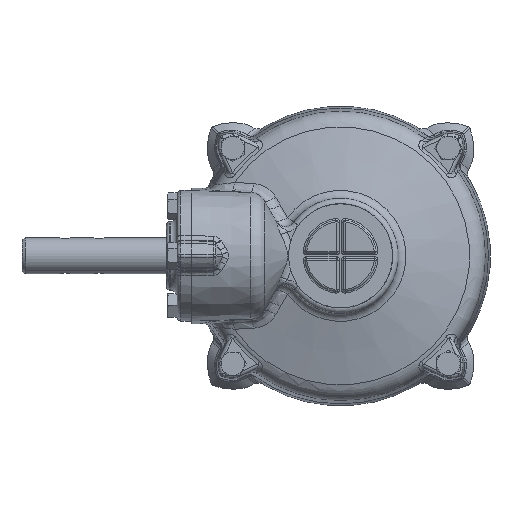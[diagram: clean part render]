
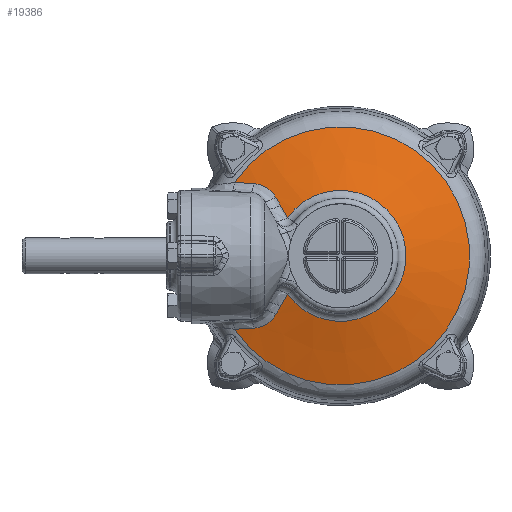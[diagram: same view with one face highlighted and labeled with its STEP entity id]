
A CAD part, top view. The second image highlights one B-rep face of the part: STEP entity #19386.
In plain terms, the highlighted conical face has half-angle 74.208 degrees and reference radius 0 mm.
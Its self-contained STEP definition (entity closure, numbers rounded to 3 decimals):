
#571=CONICAL_SURFACE('',#20836,0.,1.295);
#1379=CIRCLE('',#20837,36.472);
#1380=CIRCLE('',#20838,71.903);
#2194=B_SPLINE_CURVE_WITH_KNOTS('',3,(#39559,#39560,#39561,#39562,#39563,
#39564,#39565),.UNSPECIFIED.,.F.,.F.,(4,1,1,1,4),(0.,0.004,
0.008,0.012,0.016),
 .UNSPECIFIED.);
#2195=B_SPLINE_CURVE_WITH_KNOTS('',3,(#39568,#39569,#39570,#39571),
 .UNSPECIFIED.,.F.,.F.,(4,4),(0.,1.),.UNSPECIFIED.);
#2196=B_SPLINE_CURVE_WITH_KNOTS('',3,(#39573,#39574,#39575,#39576),
 .UNSPECIFIED.,.F.,.F.,(4,4),(0.,0.008),.UNSPECIFIED.);
#2197=B_SPLINE_CURVE_WITH_KNOTS('',3,(#39580,#39581,#39582,#39583),
 .UNSPECIFIED.,.F.,.F.,(4,4),(0.,0.008),.UNSPECIFIED.);
#2198=B_SPLINE_CURVE_WITH_KNOTS('',3,(#39585,#39586,#39587,#39588),
 .UNSPECIFIED.,.F.,.F.,(4,4),(0.,1.),.UNSPECIFIED.);
#2199=B_SPLINE_CURVE_WITH_KNOTS('',3,(#39590,#39591,#39592,#39593,#39594,
#39595,#39596,#39597),.UNSPECIFIED.,.F.,.F.,(4,1,1,1,1,4),(0.,0.004,
0.008,0.01,0.012,0.016),
 .UNSPECIFIED.);
#2200=B_SPLINE_CURVE_WITH_KNOTS('',3,(#39599,#39600,#39601,#39602),
 .UNSPECIFIED.,.F.,.F.,(4,4),(0.,0.011),.UNSPECIFIED.);
#2201=B_SPLINE_CURVE_WITH_KNOTS('',3,(#39606,#39607,#39608,#39609),
 .UNSPECIFIED.,.F.,.F.,(4,4),(0.,0.011),.UNSPECIFIED.);
#5009=ORIENTED_EDGE('',*,*,#7626,.T.);
#5010=ORIENTED_EDGE('',*,*,#7627,.T.);
#5011=ORIENTED_EDGE('',*,*,#7628,.T.);
#5012=ORIENTED_EDGE('',*,*,#7629,.T.);
#5013=ORIENTED_EDGE('',*,*,#7630,.T.);
#5014=ORIENTED_EDGE('',*,*,#7631,.T.);
#5015=ORIENTED_EDGE('',*,*,#7632,.T.);
#5016=ORIENTED_EDGE('',*,*,#7633,.T.);
#5017=ORIENTED_EDGE('',*,*,#7634,.T.);
#5018=ORIENTED_EDGE('',*,*,#7635,.T.);
#7626=EDGE_CURVE('',#9083,#9084,#2194,.T.);
#7627=EDGE_CURVE('',#9084,#9085,#2195,.T.);
#7628=EDGE_CURVE('',#9085,#9086,#2196,.T.);
#7629=EDGE_CURVE('',#9086,#9087,#1379,.T.);
#7630=EDGE_CURVE('',#9087,#9088,#2197,.T.);
#7631=EDGE_CURVE('',#9088,#9089,#2198,.T.);
#7632=EDGE_CURVE('',#9089,#9090,#2199,.T.);
#7633=EDGE_CURVE('',#9090,#9091,#2200,.T.);
#7634=EDGE_CURVE('',#9091,#9092,#1380,.T.);
#7635=EDGE_CURVE('',#9092,#9083,#2201,.T.);
#9083=VERTEX_POINT('',#39566);
#9084=VERTEX_POINT('',#39567);
#9085=VERTEX_POINT('',#39572);
#9086=VERTEX_POINT('',#39577);
#9087=VERTEX_POINT('',#39579);
#9088=VERTEX_POINT('',#39584);
#9089=VERTEX_POINT('',#39589);
#9090=VERTEX_POINT('',#39598);
#9091=VERTEX_POINT('',#39603);
#9092=VERTEX_POINT('',#39605);
#10945=EDGE_LOOP('',(#5009,#5010,#5011,#5012,#5013,#5014,#5015,#5016,#5017,
#5018));
#12152=FACE_BOUND('',#10945,.T.);
#19386=ADVANCED_FACE('',(#12152),#571,.T.);
#20836=AXIS2_PLACEMENT_3D('',#39558,#23897,#23898);
#20837=AXIS2_PLACEMENT_3D('',#39578,#23899,#23900);
#20838=AXIS2_PLACEMENT_3D('',#39604,#23901,#23902);
#23897=DIRECTION('',(0.,0.,-1.));
#23898=DIRECTION('',(-1.,0.,0.));
#23899=DIRECTION('',(0.,0.,-1.));
#23900=DIRECTION('',(-1.,0.,0.));
#23901=DIRECTION('',(0.,0.,1.));
#23902=DIRECTION('',(1.,0.,0.));
#39558=CARTESIAN_POINT('',(0.,0.,
88.151));
#39559=CARTESIAN_POINT('',(-48.52,40.305,70.311));
#39560=CARTESIAN_POINT('',(-47.23,40.234,70.605));
#39561=CARTESIAN_POINT('',(-44.73,39.764,71.226));
#39562=CARTESIAN_POINT('',(-41.243,38.146,72.262));
#39563=CARTESIAN_POINT('',(-38.274,35.734,73.341));
#39564=CARTESIAN_POINT('',(-36.742,33.72,74.047));
#39565=CARTESIAN_POINT('',(-36.098,32.615,74.391));
#39566=CARTESIAN_POINT('',(-48.52,40.305,70.311));
#39567=CARTESIAN_POINT('',(-36.098,32.615,74.391));
#39568=CARTESIAN_POINT('',(-36.098,32.615,74.391));
#39569=CARTESIAN_POINT('',(-35.247,31.157,74.847));
#39570=CARTESIAN_POINT('',(-34.394,29.7,75.3));
#39571=CARTESIAN_POINT('',(-33.54,28.244,75.749));
#39572=CARTESIAN_POINT('',(-33.54,28.244,75.749));
#39573=CARTESIAN_POINT('',(-33.54,28.244,75.749));
#39574=CARTESIAN_POINT('',(-32.202,25.961,76.455));
#39575=CARTESIAN_POINT('',(-30.87,23.672,77.153));
#39576=CARTESIAN_POINT('',(-29.556,21.369,77.836));
#39577=CARTESIAN_POINT('',(-29.556,21.369,77.836));
#39578=CARTESIAN_POINT('',(0.,0.,
77.836));
#39579=CARTESIAN_POINT('',(-29.556,-21.369,77.836));
#39580=CARTESIAN_POINT('',(-29.556,-21.369,77.836));
#39581=CARTESIAN_POINT('',(-30.87,-23.672,77.153));
#39582=CARTESIAN_POINT('',(-32.202,-25.961,76.455));
#39583=CARTESIAN_POINT('',(-33.54,-28.244,75.749));
#39584=CARTESIAN_POINT('',(-33.54,-28.244,75.749));
#39585=CARTESIAN_POINT('',(-33.54,-28.244,75.749));
#39586=CARTESIAN_POINT('',(-34.394,-29.7,75.3));
#39587=CARTESIAN_POINT('',(-35.247,-31.157,74.847));
#39588=CARTESIAN_POINT('',(-36.098,-32.615,74.391));
#39589=CARTESIAN_POINT('',(-36.098,-32.615,74.391));
#39590=CARTESIAN_POINT('',(-36.098,-32.615,74.391));
#39591=CARTESIAN_POINT('',(-36.742,-33.72,74.047));
#39592=CARTESIAN_POINT('',(-38.264,-35.726,73.345));
#39593=CARTESIAN_POINT('',(-40.754,-37.745,72.441));
#39594=CARTESIAN_POINT('',(-42.963,-38.945,71.751));
#39595=CARTESIAN_POINT('',(-45.353,-39.882,71.071));
#39596=CARTESIAN_POINT('',(-47.23,-40.234,70.605));
#39597=CARTESIAN_POINT('',(-48.52,-40.305,70.311));
#39598=CARTESIAN_POINT('',(-48.52,-40.305,70.311));
#39599=CARTESIAN_POINT('',(-48.52,-40.305,70.311));
#39600=CARTESIAN_POINT('',(-52.069,-40.5,69.504));
#39601=CARTESIAN_POINT('',(-55.612,-40.692,68.668));
#39602=CARTESIAN_POINT('',(-59.15,-40.881,67.815));
#39603=CARTESIAN_POINT('',(-59.15,-40.881,67.815));
#39604=CARTESIAN_POINT('',(0.,0.,
67.815));
#39605=CARTESIAN_POINT('',(-59.15,40.881,67.815));
#39606=CARTESIAN_POINT('',(-59.15,40.881,67.815));
#39607=CARTESIAN_POINT('',(-55.612,40.692,68.668));
#39608=CARTESIAN_POINT('',(-52.069,40.5,69.504));
#39609=CARTESIAN_POINT('',(-48.52,40.305,70.311));
